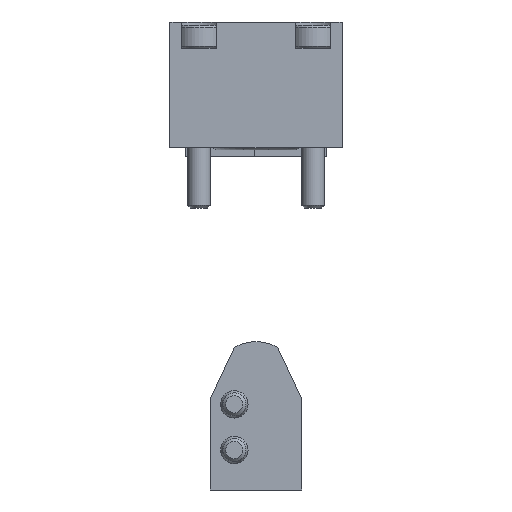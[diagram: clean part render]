
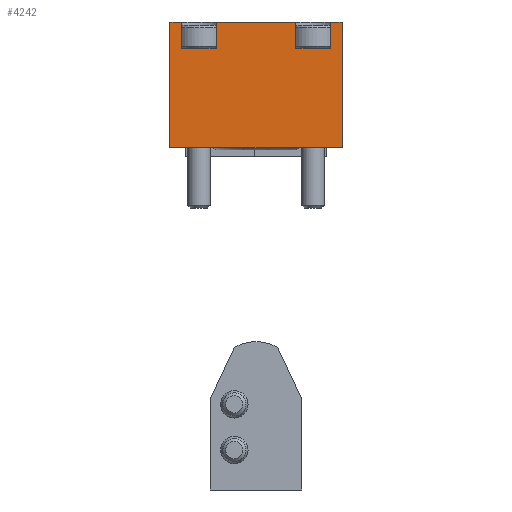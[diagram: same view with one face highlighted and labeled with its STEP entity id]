
A CAD part, front view. The second image highlights one B-rep face of the part: STEP entity #4242.
In plain terms, the highlighted planar face has unit normal (0, -1, 0).
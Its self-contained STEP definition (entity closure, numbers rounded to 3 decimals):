
#572=ORIENTED_EDGE('',*,*,#1538,.F.);
#573=ORIENTED_EDGE('',*,*,#1539,.T.);
#574=ORIENTED_EDGE('',*,*,#1540,.F.);
#575=ORIENTED_EDGE('',*,*,#1489,.F.);
#576=ORIENTED_EDGE('',*,*,#1541,.F.);
#577=ORIENTED_EDGE('',*,*,#1542,.T.);
#578=ORIENTED_EDGE('',*,*,#1543,.F.);
#579=ORIENTED_EDGE('',*,*,#1485,.F.);
#580=ORIENTED_EDGE('',*,*,#1447,.F.);
#581=ORIENTED_EDGE('',*,*,#1472,.T.);
#582=ORIENTED_EDGE('',*,*,#1522,.T.);
#583=ORIENTED_EDGE('',*,*,#1493,.F.);
#1447=EDGE_CURVE('',#1936,#1932,#2288,.T.);
#1472=EDGE_CURVE('',#1936,#1960,#2306,.T.);
#1485=EDGE_CURVE('',#1932,#1971,#2312,.T.);
#1489=EDGE_CURVE('',#1974,#1975,#2315,.T.);
#1493=EDGE_CURVE('',#1978,#1979,#2318,.T.);
#1522=EDGE_CURVE('',#1960,#1979,#2343,.T.);
#1538=EDGE_CURVE('',#2016,#1978,#2352,.T.);
#1539=EDGE_CURVE('',#2016,#2017,#2353,.T.);
#1540=EDGE_CURVE('',#1975,#2017,#2354,.T.);
#1541=EDGE_CURVE('',#2018,#1974,#2355,.T.);
#1542=EDGE_CURVE('',#2018,#2019,#2356,.T.);
#1543=EDGE_CURVE('',#1971,#2019,#2357,.T.);
#1932=VERTEX_POINT('',#5909);
#1936=VERTEX_POINT('',#5917);
#1960=VERTEX_POINT('',#5967);
#1971=VERTEX_POINT('',#5993);
#1974=VERTEX_POINT('',#5999);
#1975=VERTEX_POINT('',#6001);
#1978=VERTEX_POINT('',#6007);
#1979=VERTEX_POINT('',#6009);
#2016=VERTEX_POINT('',#6098);
#2017=VERTEX_POINT('',#6100);
#2018=VERTEX_POINT('',#6103);
#2019=VERTEX_POINT('',#6105);
#2288=LINE('',#5918,#2546);
#2306=LINE('',#5968,#2564);
#2312=LINE('',#5992,#2570);
#2315=LINE('',#6000,#2573);
#2318=LINE('',#6008,#2576);
#2343=LINE('',#6065,#2601);
#2352=LINE('',#6097,#2610);
#2353=LINE('',#6099,#2611);
#2354=LINE('',#6101,#2612);
#2355=LINE('',#6102,#2613);
#2356=LINE('',#6104,#2614);
#2357=LINE('',#6106,#2615);
#2546=VECTOR('',#4888,1000.);
#2564=VECTOR('',#4922,1000.);
#2570=VECTOR('',#4944,1000.);
#2573=VECTOR('',#4949,1000.);
#2576=VECTOR('',#4954,1000.);
#2601=VECTOR('',#4991,1000.);
#2610=VECTOR('',#5024,1000.);
#2611=VECTOR('',#5025,1000.);
#2612=VECTOR('',#5026,1000.);
#2613=VECTOR('',#5027,1000.);
#2614=VECTOR('',#5028,1000.);
#2615=VECTOR('',#5029,1000.);
#2819=EDGE_LOOP('',(#572,#573,#574,#575,#576,#577,#578,#579,#580,#581,#582,
#583));
#3149=FACE_BOUND('',#2819,.T.);
#3470=PLANE('',#4525);
#4242=ADVANCED_FACE('',(#3149),#3470,.T.);
#4525=AXIS2_PLACEMENT_3D('',#6096,#5022,#5023);
#4888=DIRECTION('',(0.,0.,1.));
#4922=DIRECTION('',(1.,0.,0.));
#4944=DIRECTION('',(1.,0.,0.));
#4949=DIRECTION('',(1.,0.,0.));
#4954=DIRECTION('',(1.,0.,0.));
#4991=DIRECTION('',(0.,0.,1.));
#5022=DIRECTION('',(0.,-1.,0.));
#5023=DIRECTION('',(0.,0.,-1.));
#5024=DIRECTION('',(0.,0.,1.));
#5025=DIRECTION('',(-1.,0.,0.));
#5026=DIRECTION('',(0.,0.,-1.));
#5027=DIRECTION('',(0.,0.,1.));
#5028=DIRECTION('',(-1.,0.,0.));
#5029=DIRECTION('',(0.,0.,-1.));
#5909=CARTESIAN_POINT('',(-7.55,0.,0.));
#5917=CARTESIAN_POINT('',(-7.55,0.,-11.));
#5918=CARTESIAN_POINT('',(-7.55,0.,-11.));
#5967=CARTESIAN_POINT('',(7.55,0.,-11.));
#5968=CARTESIAN_POINT('',(-7.55,0.,-11.));
#5992=CARTESIAN_POINT('',(-7.55,0.,0.));
#5993=CARTESIAN_POINT('',(-6.5,0.,0.));
#5999=CARTESIAN_POINT('',(-3.5,0.,0.));
#6000=CARTESIAN_POINT('',(-7.55,0.,0.));
#6001=CARTESIAN_POINT('',(3.5,0.,0.));
#6007=CARTESIAN_POINT('',(6.5,0.,0.));
#6008=CARTESIAN_POINT('',(-7.55,0.,0.));
#6009=CARTESIAN_POINT('',(7.55,0.,0.));
#6065=CARTESIAN_POINT('',(7.55,0.,-11.));
#6096=CARTESIAN_POINT('',(-7.55,0.,-11.));
#6097=CARTESIAN_POINT('',(6.5,0.,-11.));
#6098=CARTESIAN_POINT('',(6.5,0.,-2.3));
#6099=CARTESIAN_POINT('',(-7.55,0.,-2.3));
#6100=CARTESIAN_POINT('',(3.5,0.,-2.3));
#6101=CARTESIAN_POINT('',(3.5,0.,-11.));
#6102=CARTESIAN_POINT('',(-3.5,0.,-11.));
#6103=CARTESIAN_POINT('',(-3.5,0.,-2.3));
#6104=CARTESIAN_POINT('',(-7.55,0.,-2.3));
#6105=CARTESIAN_POINT('',(-6.5,0.,-2.3));
#6106=CARTESIAN_POINT('',(-6.5,0.,-11.));
